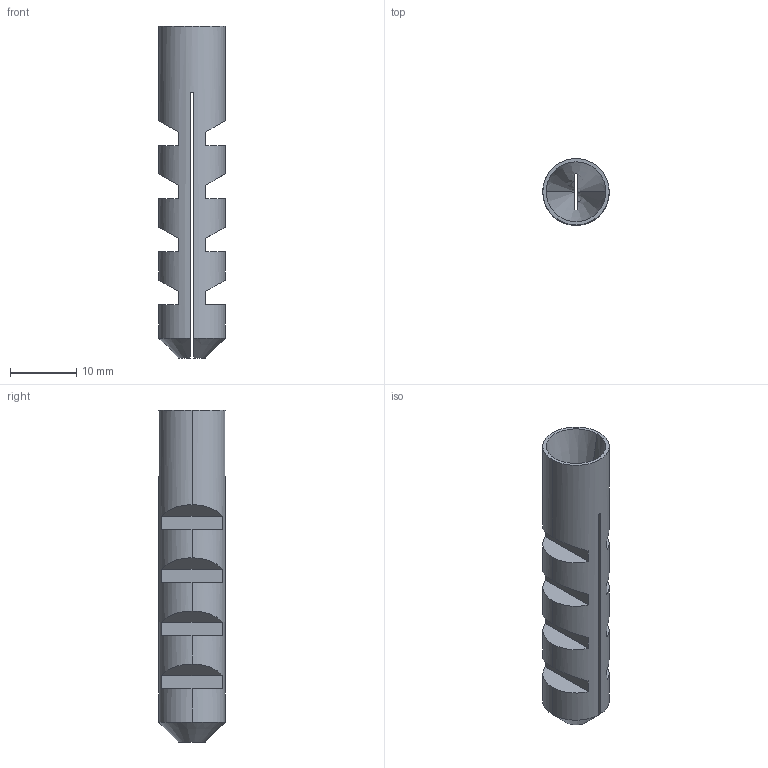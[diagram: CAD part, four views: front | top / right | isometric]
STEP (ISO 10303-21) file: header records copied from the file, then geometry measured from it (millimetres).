
FILE_DESCRIPTION (( 'STEP AP214' ), '1' );
FILE_NAME ('Screw Anchor fi10.STEP', '2016-03-10T10:54:00', ( '' ), ( '' ), 'SwSTEP 2.0', 'SolidWorks 2016', '' );
FILE_SCHEMA (( 'AUTOMOTIVE_DESIGN' ));
Length unit declared in the file: millimetre
Products named in the file (1): Screw Anchor fi10
Bounding box: 10 x 10 x 50 mm (x, y, z)
Volume: 2668 mm3; surface area: 2803.7 mm2
Topology: 1 solids, 1 shells, 38 faces, 110 edges, 73 vertices
Faces by surface type: plane 31, cone 5, cylinder 2
Entity records: 1373 total; most frequent: CARTESIAN_POINT 364, ORIENTED_EDGE 220, DIRECTION 195, EDGE_CURVE 110, VERTEX_POINT 73, AXIS2_PLACEMENT_3D 70, VECTOR 55, LINE 55
